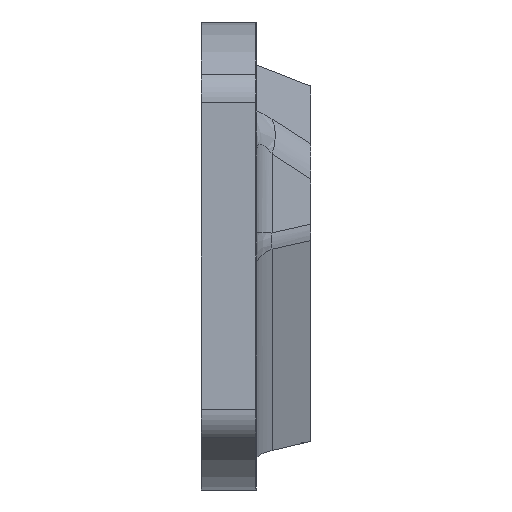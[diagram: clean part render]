
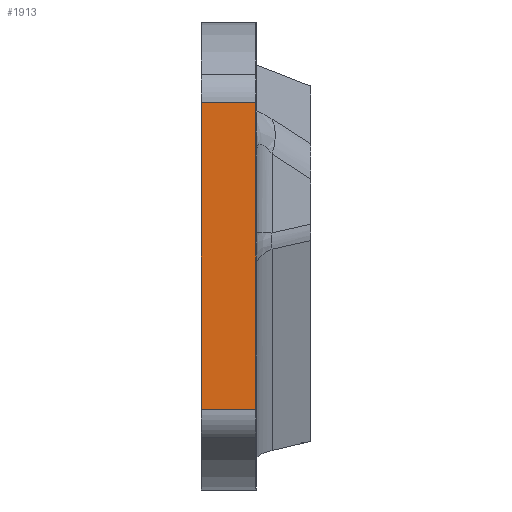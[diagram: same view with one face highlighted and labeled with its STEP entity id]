
A CAD part, left-side view. The second image highlights one B-rep face of the part: STEP entity #1913.
In plain terms, the highlighted planar face has unit normal (-1, 0, 0).
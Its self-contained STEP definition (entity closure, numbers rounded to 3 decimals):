
#82=PLANE('',#2085);
#158=FACE_OUTER_BOUND('',#273,.T.);
#273=EDGE_LOOP('',(#1431,#1432,#1433,#1434));
#487=LINE('',#2973,#671);
#518=LINE('',#3075,#702);
#520=LINE('',#3081,#704);
#521=LINE('',#3082,#705);
#671=VECTOR('',#2316,10.);
#702=VECTOR('',#2409,10.);
#704=VECTOR('',#2415,10.);
#705=VECTOR('',#2416,10.);
#876=VERTEX_POINT('',#2970);
#877=VERTEX_POINT('',#2972);
#917=VERTEX_POINT('',#3074);
#919=VERTEX_POINT('',#3080);
#1058=EDGE_CURVE('',#876,#877,#487,.T.);
#1109=EDGE_CURVE('',#877,#917,#518,.T.);
#1112=EDGE_CURVE('',#919,#876,#520,.T.);
#1113=EDGE_CURVE('',#917,#919,#521,.T.);
#1431=ORIENTED_EDGE('',*,*,#1109,.F.);
#1432=ORIENTED_EDGE('',*,*,#1058,.F.);
#1433=ORIENTED_EDGE('',*,*,#1112,.F.);
#1434=ORIENTED_EDGE('',*,*,#1113,.F.);
#1913=ADVANCED_FACE('',(#158),#82,.T.);
#2085=AXIS2_PLACEMENT_3D('',#3079,#2413,#2414);
#2316=DIRECTION('',(0.,0.,-1.));
#2409=DIRECTION('',(0.,1.,0.));
#2413=DIRECTION('center_axis',(-1.,0.,0.));
#2414=DIRECTION('ref_axis',(0.,0.,-1.));
#2415=DIRECTION('',(0.,-1.,0.));
#2416=DIRECTION('',(0.,0.,1.));
#2970=CARTESIAN_POINT('',(-139.562,-6.,12.023));
#2972=CARTESIAN_POINT('',(-139.562,-6.,-21.539));
#2973=CARTESIAN_POINT('',(-139.562,-6.,-23.349));
#3074=CARTESIAN_POINT('',(-139.562,0.,-21.539));
#3075=CARTESIAN_POINT('',(-139.562,0.,-21.539));
#3079=CARTESIAN_POINT('Origin',(-139.562,0.,13.832));
#3080=CARTESIAN_POINT('',(-139.562,0.,12.023));
#3081=CARTESIAN_POINT('',(-139.562,0.,12.023));
#3082=CARTESIAN_POINT('',(-139.562,0.,-23.349));
